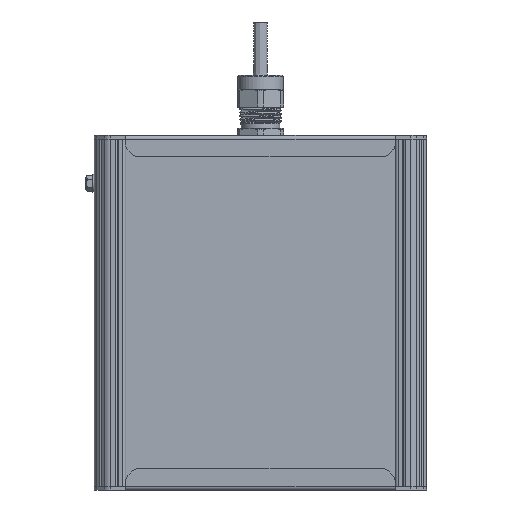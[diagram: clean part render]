
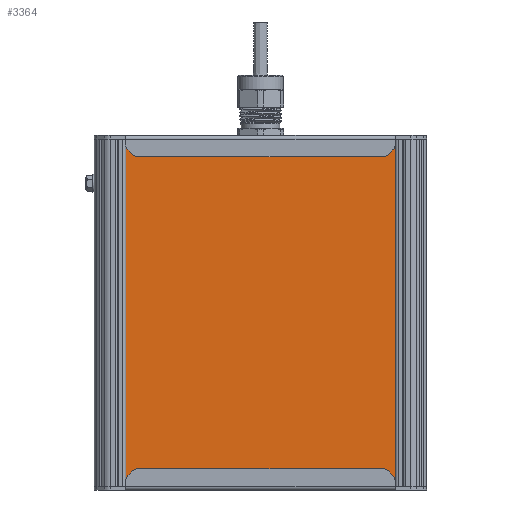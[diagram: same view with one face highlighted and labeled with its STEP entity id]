
A CAD part, front view. The second image highlights one B-rep face of the part: STEP entity #3364.
In plain terms, the highlighted face is planar.
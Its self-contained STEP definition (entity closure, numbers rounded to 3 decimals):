
#3364=ADVANCED_FACE('',(#9930),#9932,.T.);
#9930=FACE_BOUND('',#9931,.T.);
#9931=EDGE_LOOP('',(#40847,#40848,#40849,#40850));
#9932=PLANE('',#9933);
#9933=AXIS2_PLACEMENT_3D('',#9934,#9935,#9936);
#9934=CARTESIAN_POINT('',(2111.497,401.002,-34.582));
#9935=DIRECTION('',(0.,0.,-1.));
#9936=DIRECTION('',(0.,1.,0.));
#40847=ORIENTED_EDGE('',*,*,#46703,.T.);
#40848=ORIENTED_EDGE('',*,*,#46704,.F.);
#40849=ORIENTED_EDGE('',*,*,#46705,.F.);
#40850=ORIENTED_EDGE('',*,*,#46706,.T.);
#46703=EDGE_CURVE('',#51068,#51069,#51070,.T.);
#46704=EDGE_CURVE('',#51071,#51069,#51072,.T.);
#46705=EDGE_CURVE('',#51073,#51071,#51074,.T.);
#46706=EDGE_CURVE('',#51073,#51068,#51075,.T.);
#51068=VERTEX_POINT('',#60242);
#51069=VERTEX_POINT('',#60243);
#51070=LINE('',#60244,#60245);
#51071=VERTEX_POINT('',#60247);
#51072=LINE('',#60248,#60249);
#51073=VERTEX_POINT('',#60251);
#51074=LINE('',#60252,#60253);
#51075=LINE('',#60255,#60256);
#60242=CARTESIAN_POINT('',(2307.497,565.13,-34.582));
#60243=CARTESIAN_POINT('',(2307.497,401.002,-34.582));
#60244=CARTESIAN_POINT('',(2307.497,565.13,-34.582));
#60245=VECTOR('',#60246,1.);
#60246=DIRECTION('',(0.,-1.,0.));
#60247=CARTESIAN_POINT('',(2111.497,401.002,-34.582));
#60248=CARTESIAN_POINT('',(2111.497,401.002,-34.582));
#60249=VECTOR('',#60250,1.);
#60250=DIRECTION('',(1.,0.,0.));
#60251=CARTESIAN_POINT('',(2111.497,565.13,-34.582));
#60252=CARTESIAN_POINT('',(2111.497,565.13,-34.582));
#60253=VECTOR('',#60254,1.);
#60254=DIRECTION('',(0.,-1.,0.));
#60255=CARTESIAN_POINT('',(2111.497,565.13,-34.582));
#60256=VECTOR('',#60257,1.);
#60257=DIRECTION('',(1.,0.,0.));
